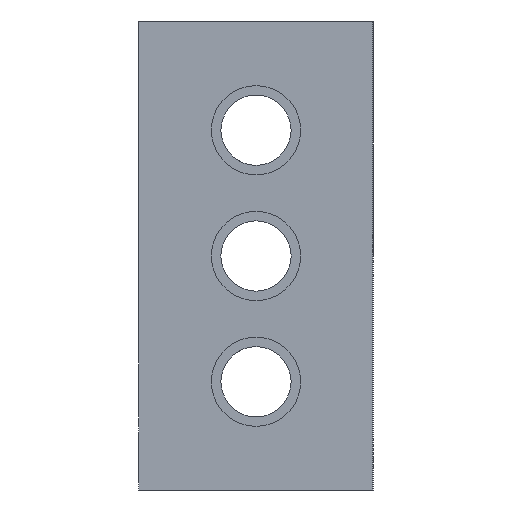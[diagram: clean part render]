
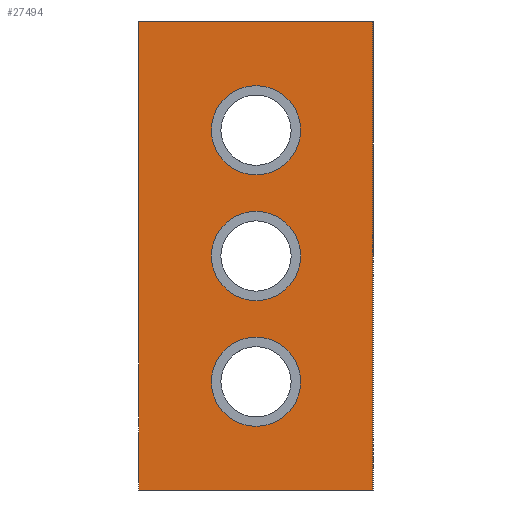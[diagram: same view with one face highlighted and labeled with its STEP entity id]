
A CAD part, left-side view. The second image highlights one B-rep face of the part: STEP entity #27494.
In plain terms, the highlighted planar face has unit normal (-1, 0, 0).
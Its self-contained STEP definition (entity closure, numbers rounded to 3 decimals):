
#107 = CARTESIAN_POINT ( 'NONE',  ( -111.5, 0., 7.625 ) ) ;
#564 = AXIS2_PLACEMENT_3D ( 'NONE', #13324, #30806, #15806 ) ;
#601 = CARTESIAN_POINT ( 'NONE',  ( -111.5, -20., 40. ) ) ;
#1245 = LINE ( 'NONE', #6838, #19310 ) ;
#1608 = CARTESIAN_POINT ( 'NONE',  ( -111.5, 0., 0. ) ) ;
#1878 = ORIENTED_EDGE ( 'NONE', *, *, #17565, .F. ) ;
#1937 = CIRCLE ( 'NONE', #30231, 7.625 ) ;
#2287 = EDGE_CURVE ( 'NONE', #5737, #20610, #17317, .T. ) ;
#2505 = DIRECTION ( 'NONE',  ( -1., 0., 0. ) ) ;
#3296 = DIRECTION ( 'NONE',  ( -1., 0., 0. ) ) ;
#3509 = AXIS2_PLACEMENT_3D ( 'NONE', #18251, #3296, #20807 ) ;
#3964 = ORIENTED_EDGE ( 'NONE', *, *, #17881, .F. ) ;
#4204 = ORIENTED_EDGE ( 'NONE', *, *, #27120, .T. ) ;
#5006 = LINE ( 'NONE', #28538, #24939 ) ;
#5075 = EDGE_LOOP ( 'NONE', ( #25851, #4204, #9075, #19161 ) ) ;
#5737 = VERTEX_POINT ( 'NONE', #31118 ) ;
#6296 = FACE_OUTER_BOUND ( 'NONE', #5075, .T. ) ;
#6665 = DIRECTION ( 'NONE',  ( -1., 0., 0. ) ) ;
#6743 = VERTEX_POINT ( 'NONE', #25413 ) ;
#6838 = CARTESIAN_POINT ( 'NONE',  ( -111.5, -20., -40. ) ) ;
#8770 = DIRECTION ( 'NONE',  ( -1., 0., 0. ) ) ;
#8874 = CIRCLE ( 'NONE', #26956, 7.625 ) ;
#9075 = ORIENTED_EDGE ( 'NONE', *, *, #15541, .F. ) ;
#9789 = CARTESIAN_POINT ( 'NONE',  ( -111.5, 20., 40. ) ) ;
#11569 = EDGE_CURVE ( 'NONE', #12570, #13498, #5006, .T. ) ;
#11574 = PLANE ( 'NONE',  #13199 ) ;
#11731 = CARTESIAN_POINT ( 'NONE',  ( -111.5, 0., 0. ) ) ;
#11929 = EDGE_LOOP ( 'NONE', ( #17728, #24104 ) ) ;
#12570 = VERTEX_POINT ( 'NONE', #18498 ) ;
#13194 = CARTESIAN_POINT ( 'NONE',  ( -111.5, 0., -7.625 ) ) ;
#13199 = AXIS2_PLACEMENT_3D ( 'NONE', #1608, #6665, #24109 ) ;
#13246 = VERTEX_POINT ( 'NONE', #13194 ) ;
#13324 = CARTESIAN_POINT ( 'NONE',  ( -111.5, 0., 0. ) ) ;
#13498 = VERTEX_POINT ( 'NONE', #9789 ) ;
#13680 = DIRECTION ( 'NONE',  ( 0., 0., -1. ) ) ;
#13925 = DIRECTION ( 'NONE',  ( -1., 0., 0. ) ) ;
#14239 = DIRECTION ( 'NONE',  ( 0., 0., 1. ) ) ;
#14309 = EDGE_CURVE ( 'NONE', #20610, #5737, #30241, .T. ) ;
#14573 = EDGE_CURVE ( 'NONE', #6743, #16725, #14598, .T. ) ;
#14598 = CIRCLE ( 'NONE', #23720, 7.625 ) ;
#14738 = CIRCLE ( 'NONE', #564, 7.625 ) ;
#15263 = EDGE_CURVE ( 'NONE', #12570, #31139, #29048, .T. ) ;
#15523 = DIRECTION ( 'NONE',  ( 0., 0., -1. ) ) ;
#15541 = EDGE_CURVE ( 'NONE', #31139, #22592, #1245, .T. ) ;
#15697 = VECTOR ( 'NONE', #15523, 1000. ) ;
#15806 = DIRECTION ( 'NONE',  ( 0., 0., 1. ) ) ;
#16725 = VERTEX_POINT ( 'NONE', #29284 ) ;
#16937 = CARTESIAN_POINT ( 'NONE',  ( -111.5, -20., -40. ) ) ;
#17208 = ORIENTED_EDGE ( 'NONE', *, *, #14309, .F. ) ;
#17317 = CIRCLE ( 'NONE', #3509, 7.625 ) ;
#17443 = CARTESIAN_POINT ( 'NONE',  ( -111.5, 0., -21.5 ) ) ;
#17565 = EDGE_CURVE ( 'NONE', #26050, #13246, #8874, .T. ) ;
#17728 = ORIENTED_EDGE ( 'NONE', *, *, #14573, .F. ) ;
#17881 = EDGE_CURVE ( 'NONE', #13246, #26050, #14738, .T. ) ;
#18251 = CARTESIAN_POINT ( 'NONE',  ( -111.5, 0., 21.5 ) ) ;
#18498 = CARTESIAN_POINT ( 'NONE',  ( -111.5, -20., 40. ) ) ;
#19161 = ORIENTED_EDGE ( 'NONE', *, *, #15263, .F. ) ;
#19289 = DIRECTION ( 'NONE',  ( 0., 1., 0. ) ) ;
#19310 = VECTOR ( 'NONE', #19289, 1000. ) ;
#19594 = FACE_BOUND ( 'NONE', #11929, .T. ) ;
#20013 = DIRECTION ( 'NONE',  ( 0., 0., 1. ) ) ;
#20610 = VERTEX_POINT ( 'NONE', #31790 ) ;
#20772 = VECTOR ( 'NONE', #13680, 1000. ) ;
#20807 = DIRECTION ( 'NONE',  ( 0., 0., 1. ) ) ;
#21564 = CARTESIAN_POINT ( 'NONE',  ( -111.5, 20., -40. ) ) ;
#22592 = VERTEX_POINT ( 'NONE', #21564 ) ;
#23361 = ORIENTED_EDGE ( 'NONE', *, *, #2287, .F. ) ;
#23713 = CARTESIAN_POINT ( 'NONE',  ( -111.5, 0., 21.5 ) ) ;
#23720 = AXIS2_PLACEMENT_3D ( 'NONE', #17443, #2505, #20013 ) ;
#24104 = ORIENTED_EDGE ( 'NONE', *, *, #30967, .F. ) ;
#24109 = DIRECTION ( 'NONE',  ( 0., 0., 1. ) ) ;
#24939 = VECTOR ( 'NONE', #26025, 1000. ) ;
#25413 = CARTESIAN_POINT ( 'NONE',  ( -111.5, 0., -13.875 ) ) ;
#25851 = ORIENTED_EDGE ( 'NONE', *, *, #11569, .T. ) ;
#26025 = DIRECTION ( 'NONE',  ( 0., 1., 0. ) ) ;
#26050 = VERTEX_POINT ( 'NONE', #107 ) ;
#26255 = DIRECTION ( 'NONE',  ( 0., 0., 1. ) ) ;
#26956 = AXIS2_PLACEMENT_3D ( 'NONE', #11731, #29208, #14239 ) ;
#27120 = EDGE_CURVE ( 'NONE', #13498, #22592, #27413, .T. ) ;
#27413 = LINE ( 'NONE', #28654, #20772 ) ;
#27494 = ADVANCED_FACE ( 'NONE', ( #32115, #28575, #19594, #6296 ), #11574, .T. ) ;
#28538 = CARTESIAN_POINT ( 'NONE',  ( -111.5, -20., 40. ) ) ;
#28575 = FACE_BOUND ( 'NONE', #28659, .T. ) ;
#28654 = CARTESIAN_POINT ( 'NONE',  ( -111.5, 20., 40. ) ) ;
#28659 = EDGE_LOOP ( 'NONE', ( #1878, #3964 ) ) ;
#28887 = CARTESIAN_POINT ( 'NONE',  ( -111.5, 0., -21.5 ) ) ;
#29048 = LINE ( 'NONE', #601, #15697 ) ;
#29208 = DIRECTION ( 'NONE',  ( -1., 0., 0. ) ) ;
#29284 = CARTESIAN_POINT ( 'NONE',  ( -111.5, 0., -29.125 ) ) ;
#29386 = AXIS2_PLACEMENT_3D ( 'NONE', #23713, #8770, #26255 ) ;
#29661 = EDGE_LOOP ( 'NONE', ( #23361, #17208 ) ) ;
#30231 = AXIS2_PLACEMENT_3D ( 'NONE', #28887, #13925, #31427 ) ;
#30241 = CIRCLE ( 'NONE', #29386, 7.625 ) ;
#30806 = DIRECTION ( 'NONE',  ( -1., 0., 0. ) ) ;
#30967 = EDGE_CURVE ( 'NONE', #16725, #6743, #1937, .T. ) ;
#31118 = CARTESIAN_POINT ( 'NONE',  ( -111.5, 0., 29.125 ) ) ;
#31139 = VERTEX_POINT ( 'NONE', #16937 ) ;
#31427 = DIRECTION ( 'NONE',  ( 0., 0., 1. ) ) ;
#31790 = CARTESIAN_POINT ( 'NONE',  ( -111.5, 0., 13.875 ) ) ;
#32115 = FACE_BOUND ( 'NONE', #29661, .T. ) ;
